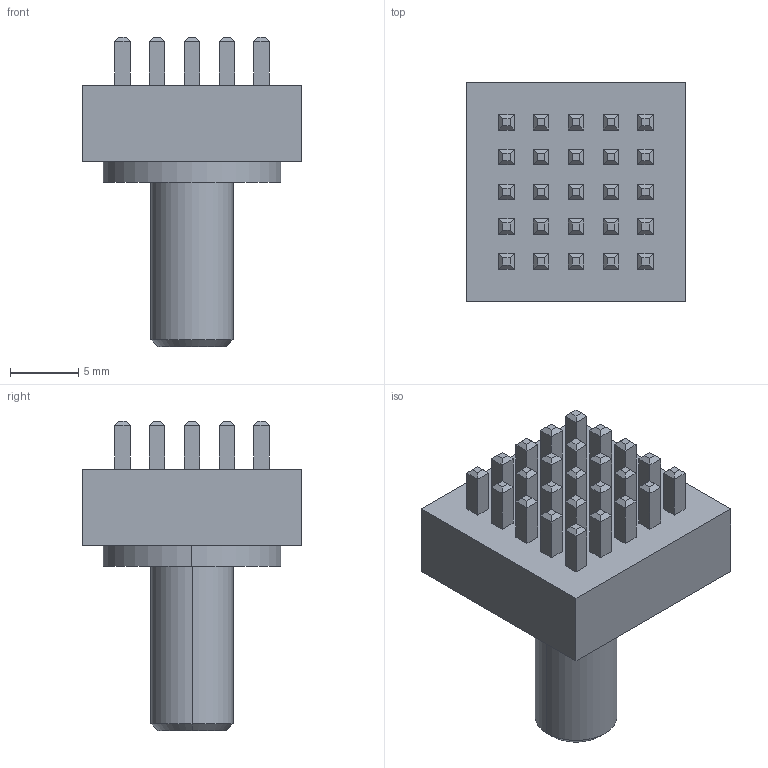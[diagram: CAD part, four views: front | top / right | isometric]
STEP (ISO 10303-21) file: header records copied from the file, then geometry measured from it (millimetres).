
FILE_DESCRIPTION (( 'STEP AP203' ), '1' );
FILE_NAME ('94277-B.STEP', '2013-12-17T19:02:09', ( 'Hajo' ), ( 'Microsoft' ), 'SwSTEP 2.0', 'SolidWorks 2011', '' );
FILE_SCHEMA (( 'CONFIG_CONTROL_DESIGN' ));
Length unit declared in the file: millimetre
Products named in the file (1): 94277-B
Bounding box: 16 x 16 x 22.6 mm (x, y, z)
Volume: 2043.2 mm3; surface area: 1585.9 mm2
Topology: 1 solids, 1 shells, 242 faces, 534 edges, 322 vertices
Faces by surface type: plane 234, cylinder 6, cone 2
Entity records: 6473 total; most frequent: CARTESIAN_POINT 1099, ORIENTED_EDGE 1068, DIRECTION 1034, EDGE_CURVE 534, LINE 520, VECTOR 520, VERTEX_POINT 322, EDGE_LOOP 270
